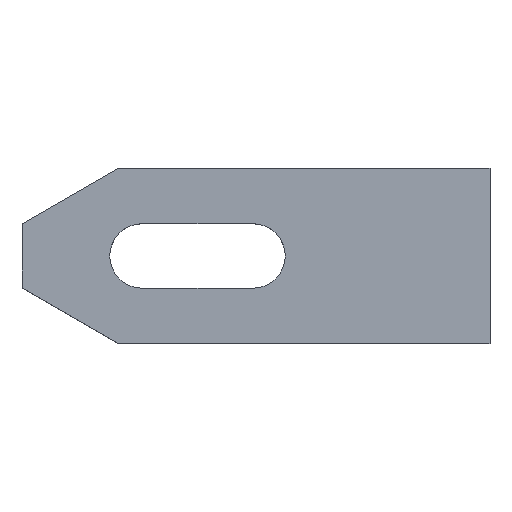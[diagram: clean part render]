
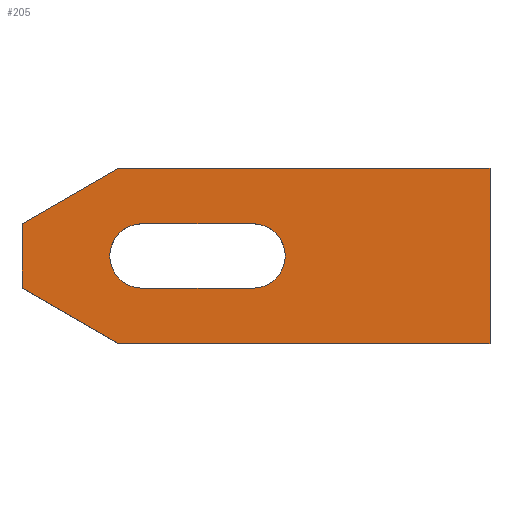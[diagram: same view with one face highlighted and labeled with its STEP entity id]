
A CAD part, top view. The second image highlights one B-rep face of the part: STEP entity #205.
In plain terms, the highlighted planar face has unit normal (0, 0, 1).
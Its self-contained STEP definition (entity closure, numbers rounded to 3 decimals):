
#87=EDGE_CURVE('',#89,#147,#229,.T.);
#89=VERTEX_POINT('',#231);
#105=EDGE_CURVE('',#131,#189,#247,.T.);
#111=EDGE_CURVE('',#189,#191,#254,.T.);
#115=EDGE_CURVE('',#209,#89,#258,.T.);
#127=EDGE_CURVE('',#167,#131,#271,.T.);
#131=VERTEX_POINT('',#275);
#139=EDGE_CURVE('',#191,#177,#283,.T.);
#147=VERTEX_POINT('',#293);
#151=EDGE_CURVE('',#161,#209,#297,.T.);
#161=VERTEX_POINT('',#308);
#163=EDGE_CURVE('',#199,#167,#310,.T.);
#167=VERTEX_POINT('',#315);
#177=VERTEX_POINT('',#328);
#185=EDGE_CURVE('',#147,#161,#337,.T.);
#189=VERTEX_POINT('',#341);
#191=VERTEX_POINT('',#343);
#197=EDGE_CURVE('',#177,#199,#349,.T.);
#199=VERTEX_POINT('',#351);
#205=ADVANCED_FACE('',(#358,#359),#360,.T.);
#209=VERTEX_POINT('',#364);
#229=LINE('',#376,#377);
#231=CARTESIAN_POINT('',(79.,-11.0,30.0));
#247=LINE('',#402,#403);
#254=LINE('',#413,#414);
#258=CIRCLE('',#419,11.0);
#271=LINE('',#437,#438);
#275=CARTESIAN_POINT('',(160.0,30.0,30.0));
#283=LINE('',#457,#458);
#293=CARTESIAN_POINT('',(41.,-11.0,30.0));
#297=LINE('',#476,#477);
#308=CARTESIAN_POINT('',(41.,11.0,30.0));
#310=LINE('',#495,#496);
#315=CARTESIAN_POINT('',(32.909,30.0,30.0));
#328=CARTESIAN_POINT('',(0.,-11.0,30.0));
#337=CIRCLE('',#530,11.0);
#341=CARTESIAN_POINT('',(160.0,-30.0,30.0));
#343=CARTESIAN_POINT('',(32.909,-30.0,30.0));
#349=LINE('',#547,#548);
#351=CARTESIAN_POINT('',(0.,11.0,30.0));
#358=FACE_BOUND('',#557,.T.);
#359=FACE_OUTER_BOUND('',#558,.T.);
#360=PLANE('',#559);
#364=CARTESIAN_POINT('',(79.,11.0,30.0));
#376=CARTESIAN_POINT('',(82.403,-11.0,30.0));
#377=VECTOR('',#570,1.0);
#402=CARTESIAN_POINT('',(160.0,-30.0,30.0));
#403=VECTOR('',#578,1.0);
#413=CARTESIAN_POINT('',(32.909,-30.0,30.0));
#414=VECTOR('',#588,1.0);
#419=AXIS2_PLACEMENT_3D('',#589,#590,#591);
#437=CARTESIAN_POINT('',(160.0,30.0,30.0));
#438=VECTOR('',#602,1.0);
#457=CARTESIAN_POINT('',(0.,-11.0,30.0));
#458=VECTOR('',#606,1.0);
#476=CARTESIAN_POINT('',(63.403,11.0,30.0));
#477=VECTOR('',#627,1.0);
#495=CARTESIAN_POINT('',(32.909,30.0,30.0));
#496=VECTOR('',#638,1.0);
#530=AXIS2_PLACEMENT_3D('',#680,#681,#682);
#547=CARTESIAN_POINT('',(0.,11.0,30.0));
#548=VECTOR('',#685,1.0);
#557=EDGE_LOOP('',(#695,#696,#697,#698));
#558=EDGE_LOOP('',(#699,#700,#701,#702,#703,#704));
#559=AXIS2_PLACEMENT_3D('',#705,#706,#707);
#570=DIRECTION('',(-1.0,0.0,0.0));
#578=DIRECTION('',(0.0,-1.0,0.0));
#588=DIRECTION('',(-1.0,0.0,0.0));
#589=CARTESIAN_POINT('',(79.,0.0,30.0));
#590=DIRECTION('',(0.0,0.0,-1.0));
#591=DIRECTION('',(0.0,1.0,0.0));
#602=DIRECTION('',(1.0,0.0,0.0));
#606=DIRECTION('',(-0.866,0.5,0.0));
#627=DIRECTION('',(1.0,0.0,0.0));
#638=DIRECTION('',(0.866,0.5,0.0));
#680=CARTESIAN_POINT('',(41.,0.0,30.0));
#681=DIRECTION('',(0.0,0.0,-1.0));
#682=DIRECTION('',(0.0,-1.0,0.0));
#685=DIRECTION('',(0.0,1.0,0.0));
#695=ORIENTED_EDGE('',*,*,#185,.T.);
#696=ORIENTED_EDGE('',*,*,#151,.T.);
#697=ORIENTED_EDGE('',*,*,#115,.T.);
#698=ORIENTED_EDGE('',*,*,#87,.T.);
#699=ORIENTED_EDGE('',*,*,#111,.F.);
#700=ORIENTED_EDGE('',*,*,#105,.F.);
#701=ORIENTED_EDGE('',*,*,#127,.F.);
#702=ORIENTED_EDGE('',*,*,#163,.F.);
#703=ORIENTED_EDGE('',*,*,#197,.F.);
#704=ORIENTED_EDGE('',*,*,#139,.F.);
#705=CARTESIAN_POINT('',(85.806,0.,30.0));
#706=DIRECTION('',(0.0,0.0,1.0));
#707=DIRECTION('',(1.0,0.0,0.0));
